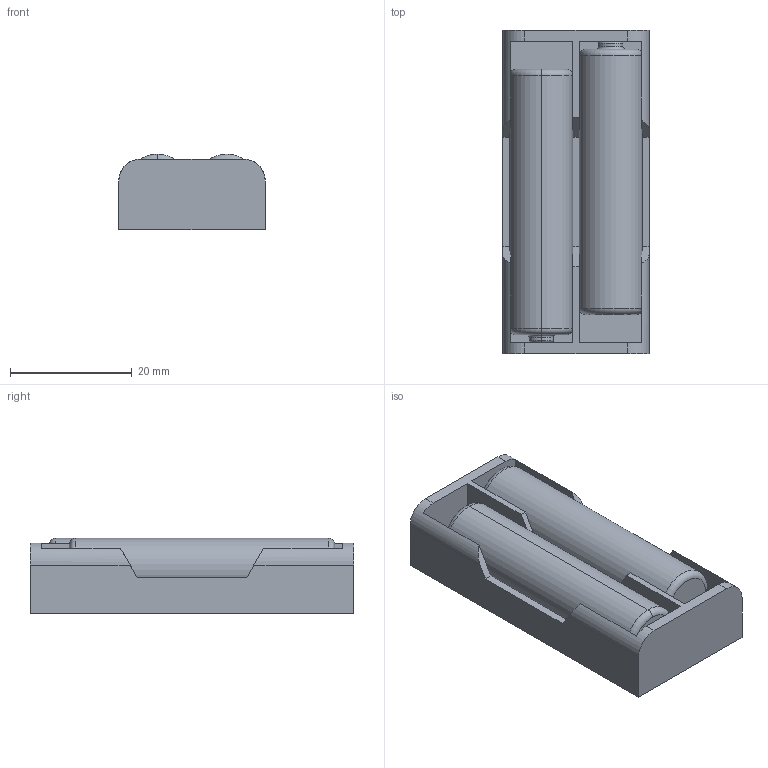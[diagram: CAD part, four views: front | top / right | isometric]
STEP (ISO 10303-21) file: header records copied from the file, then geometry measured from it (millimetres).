
FILE_DESCRIPTION (( 'STEP AP214' ), '1' );
FILE_NAME ('BatteryHolder 2xAAA.STEP', '2019-07-13T12:29:49', ( '' ), ( '' ), 'SwSTEP 2.0', 'SolidWorks 2018', '' );
FILE_SCHEMA (( 'AUTOMOTIVE_DESIGN' ));
Length unit declared in the file: millimetre
Products named in the file (3): BatteryHolder 2xAAA; Battery AAA
Assembly tree (3 placements, depth 2):
  BatteryHolder 2xAAA
    BatteryHolder 2xAAA
    Battery AAA  x2
Bounding box: 24 x 53 x 12.4 mm (x, y, z)
Volume: 11915.7 mm3; surface area: 8914.2 mm2
Topology: 3 solids, 3 shells, 60 faces, 140 edges, 88 vertices
Faces by surface type: plane 32, torus 16, cylinder 12
Entity records: 1474 total; most frequent: CARTESIAN_POINT 247, DIRECTION 242, ORIENTED_EDGE 224, EDGE_CURVE 112, AXIS2_PLACEMENT_3D 83, LINE 76, VECTOR 76, VERTEX_POINT 72
